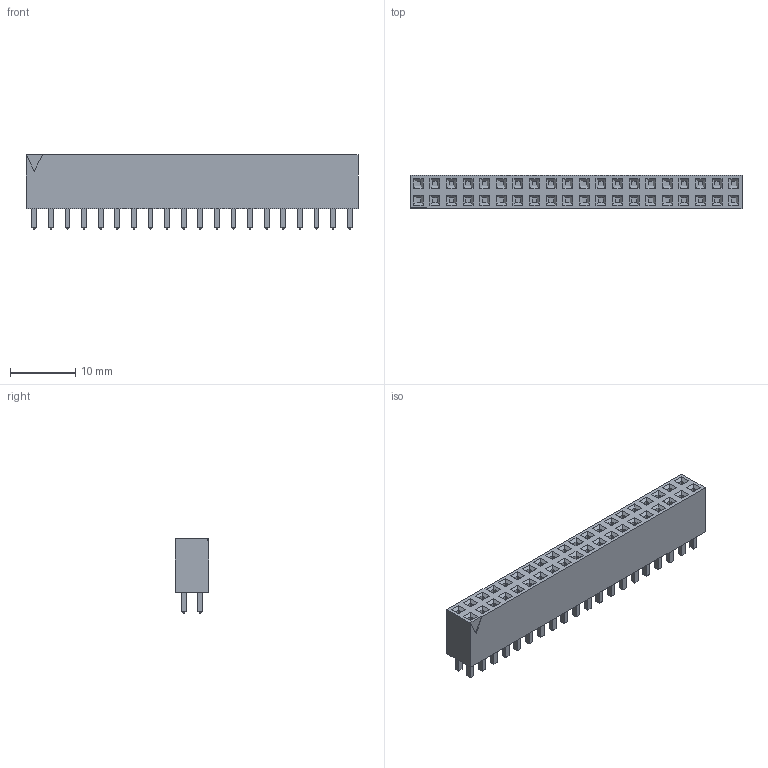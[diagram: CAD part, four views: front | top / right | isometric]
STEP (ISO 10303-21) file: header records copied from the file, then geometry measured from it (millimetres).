
FILE_DESCRIPTION(('FreeCAD Model'),'2;1');
FILE_NAME('276819.2.1.stp','2020-07-03T11:18:56',( 'Author'),(''),'Open CASCADE STEP processor 6.9','FreeCAD','Unknown' );
FILE_SCHEMA(('AUTOMOTIVE_DESIGN { 1 0 10303 214 1 1 1 1 }'));
Length unit declared in the file: millimetre
Products named in the file (3): ASSEMBLY; Body; LeadsArray
Assembly tree (2 placements, depth 2):
  ASSEMBLY
    Body
    LeadsArray
Bounding box: 50.8 x 5.08 x 11.44 mm (x, y, z)
Volume: 2074.4 mm3; surface area: 2831.6 mm2
Topology: 41 solids, 41 shells, 769 faces, 1620 edges, 973 vertices
Faces by surface type: plane 769
Entity records: 41085 total; most frequent: CARTESIAN_POINT 6605, DIRECTION 6404, LINE 4860, VECTOR 4860, ORIENTED_EDGE 3240, PCURVE 3240, DEFINITIONAL_REPRESENTATION 3240, EDGE_CURVE 1620
